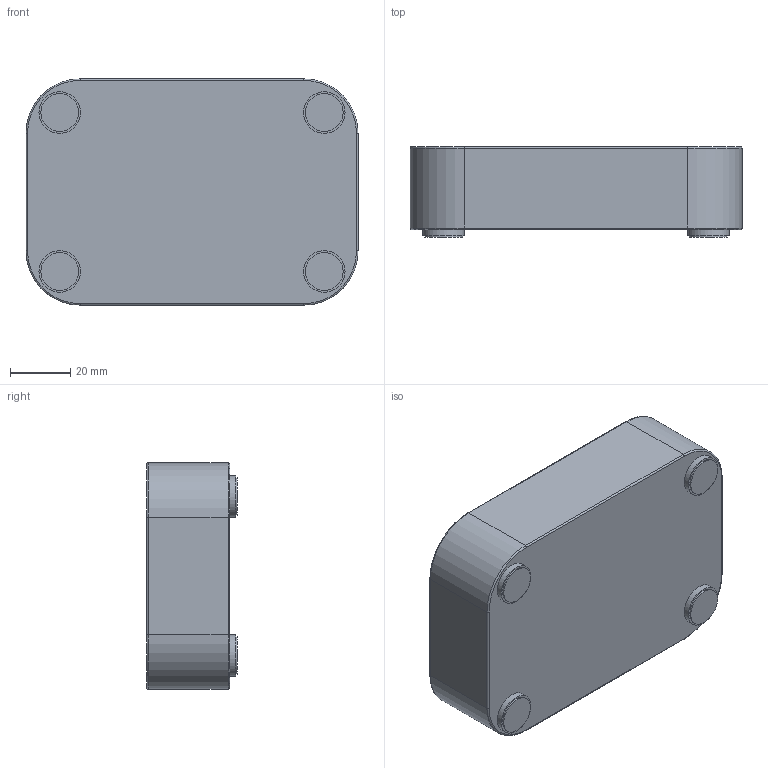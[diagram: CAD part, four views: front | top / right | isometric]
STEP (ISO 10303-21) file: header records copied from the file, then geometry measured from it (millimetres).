
FILE_DESCRIPTION(/* description */ (''),/* implementation_level */ '2;1');
FILE_NAME(/* name */ 'OM5P-AC.ipt.stp',/* time_stamp */ '2017-12-12T12:03:21-08:00',/* author */ ('Autodesk Inc.'),/* organization */ ('Autodesk Inc.'),/* preprocessor_version */ 'ST-DEVELOPER v16.13',/* originating_system */ 'Autodesk Inventor 2018',/* authorisation */ '');
FILE_SCHEMA (('AUTOMOTIVE_DESIGN { 1 0 10303 214 3 1 1 }'));
Length unit declared in the file: millimetre
Products named in the file (1): OM5P-AC
Bounding box: 110 x 30 x 75 mm (x, y, z)
Volume: 220624.6 mm3; surface area: 25547.4 mm2
Topology: 1 solids, 1 shells, 42 faces, 80 edges, 48 vertices
Faces by surface type: cylinder 20, plane 14, torus 8
Full cylindrical faces by diameter (mm): 12.5 x4, 13.756 x4
Entity records: 1085 total; most frequent: DIRECTION 206, CARTESIAN_POINT 163, ORIENTED_EDGE 144, AXIS2_PLACEMENT_3D 91, EDGE_CURVE 72, EDGE_LOOP 58, CIRCLE 48, VERTEX_POINT 48
